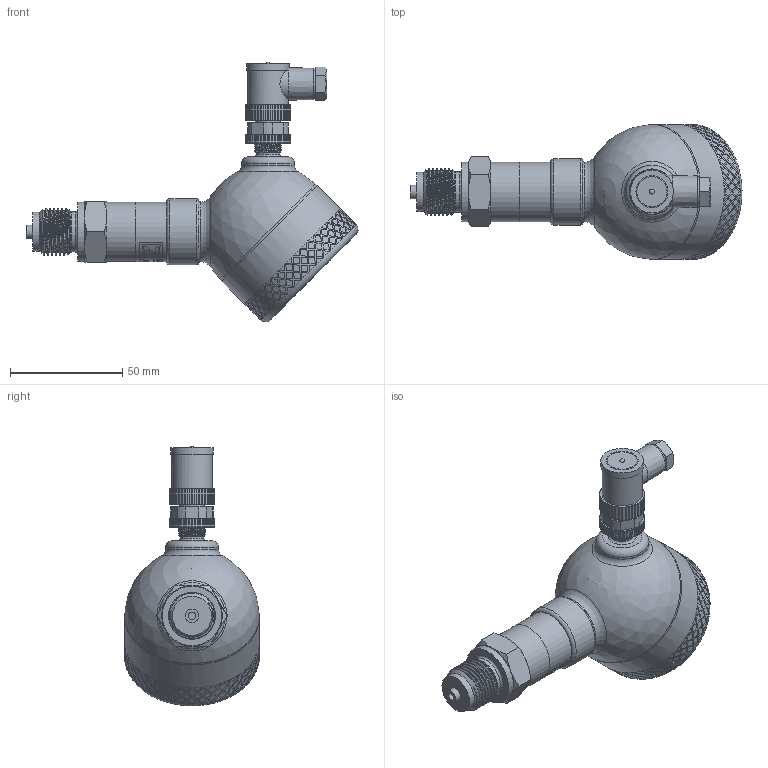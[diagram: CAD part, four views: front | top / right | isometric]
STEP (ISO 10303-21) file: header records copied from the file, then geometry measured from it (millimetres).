
FILE_DESCRIPTION(/* description */ (''),/* implementation_level */ '2;1');
FILE_NAME(/* name */ 'APZ3420FH_7_M12x1-angular.step',/* time_stamp */ '2021-06-30T14:33:03+03:00',/* author */ (''),/* organization */ (''),/* preprocessor_version */ 'ST-DEVELOPER v18.1',/* originating_system */ 'Autodesk Translation Framework v10.9.0.1377',/* authorisation */ '');
FILE_SCHEMA (('AUTOMOTIVE_DESIGN { 1 0 10303 214 3 1 1 }'));
Length unit declared in the file: millimetre
Products named in the file (7): Полевой корпус 
3420 3421 3230 заполненный; G 1\2 EN; FieldHousing Assembly v16; main body; Крышка без 
дисплея; Адаптер М12х1; M12x1 female angular v10
Assembly tree (6 placements, depth 3):
  Полевой корпус 
3420 3421 3230 заполненный
    G 1\2 EN
    FieldHousing Assembly v16
      main body
      Крышка без 
дисплея
      Адаптер М12х1
      M12x1 female angular v10
Bounding box: 147.91 x 60.1 x 115.68 mm (x, y, z)
Volume: 179227 mm3; surface area: 47797.6 mm2
Topology: 6 solids, 6 shells, 1592 faces, 4002 edges, 2630 vertices
Faces by surface type: bspline 882, cylinder 491, plane 168, cone 27, torus 20, sphere 4
Full cylindrical faces by diameter (mm): 1 x4, 3.3 x1, 6 x1, 7 x1, 8 x1, 9.3 x1, 9.471 x2, 10.5 x2, 10.741 x7, 11.035 x4, 11.156 x1, 11.884 x6, 12.152 x4, 13 x1, 17.5 x1, 18 x2, 18.631 x7, 19 x1, 19.7 x1, 21.6 x1, 22.4 x1, 23.6 x1, 24.5 x2, 26.5 x2, 29.5 x1, 55 x9, 56.5 x1, 57.2 x1, 60 x2
Entity records: 70105 total; most frequent: CARTESIAN_POINT 38782, ORIENTED_EDGE 8002, EDGE_CURVE 4001, DIRECTION 3609, VERTEX_POINT 2630, B_SPLINE_CURVE_WITH_KNOTS 2571, EDGE_LOOP 1805, FACE_OUTER_BOUND 1592
